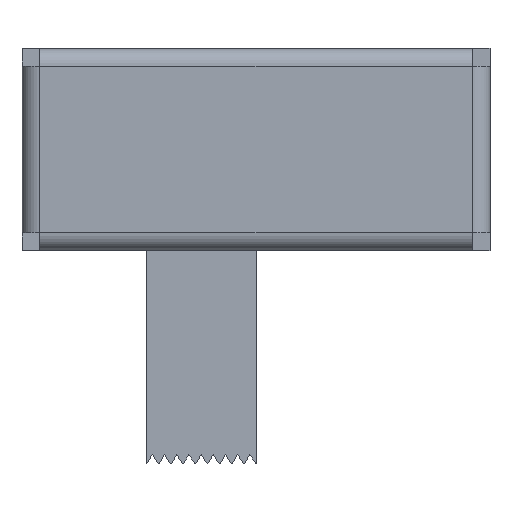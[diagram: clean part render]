
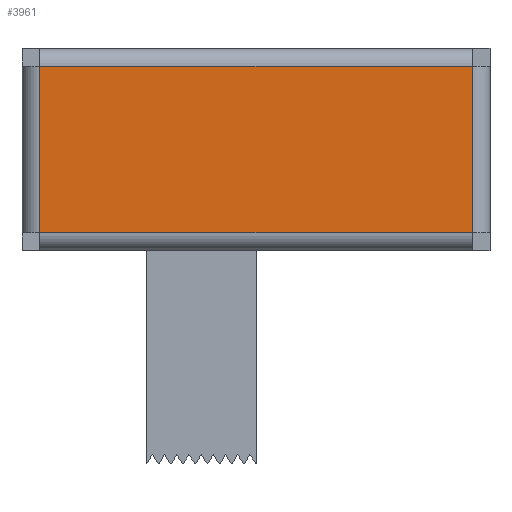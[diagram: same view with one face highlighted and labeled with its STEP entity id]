
A CAD part, top view. The second image highlights one B-rep face of the part: STEP entity #3961.
In plain terms, the highlighted planar face has unit normal (0, 0, 1).
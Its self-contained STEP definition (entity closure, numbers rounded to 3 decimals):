
#251=ORIENTED_EDGE('',*,*,#1071,.T.);
#252=ORIENTED_EDGE('',*,*,#1072,.T.);
#253=ORIENTED_EDGE('',*,*,#1073,.T.);
#254=ORIENTED_EDGE('',*,*,#1074,.T.);
#1071=EDGE_CURVE('',#1465,#1466,#1765,.T.);
#1072=EDGE_CURVE('',#1466,#1467,#1766,.T.);
#1073=EDGE_CURVE('',#1467,#1468,#1767,.T.);
#1074=EDGE_CURVE('',#1468,#1465,#1768,.T.);
#1465=VERTEX_POINT('',#5339);
#1466=VERTEX_POINT('',#5340);
#1467=VERTEX_POINT('',#5342);
#1468=VERTEX_POINT('',#5344);
#1765=LINE('',#5338,#2151);
#1766=LINE('',#5341,#2152);
#1767=LINE('',#5343,#2153);
#1768=LINE('',#5345,#2154);
#2151=VECTOR('',#4501,1000.);
#2152=VECTOR('',#4502,1000.);
#2153=VECTOR('',#4503,1000.);
#2154=VECTOR('',#4504,1000.);
#2443=EDGE_LOOP('',(#251,#252,#253,#254));
#2599=FACE_BOUND('',#2443,.T.);
#2752=PLANE('',#4125);
#3961=ADVANCED_FACE('',(#2599),#2752,.T.);
#4125=AXIS2_PLACEMENT_3D('',#5337,#4499,#4500);
#4499=DIRECTION('',(0.,0.,1.));
#4500=DIRECTION('',(1.,0.,0.));
#4501=DIRECTION('',(0.,-1.,0.));
#4502=DIRECTION('',(1.,0.,0.));
#4503=DIRECTION('',(0.,1.,0.));
#4504=DIRECTION('',(-1.,0.,0.));
#5337=CARTESIAN_POINT('',(0.,0.,6.2));
#5338=CARTESIAN_POINT('',(-6.1,-2.85,6.2));
#5339=CARTESIAN_POINT('',(-6.1,2.35,6.2));
#5340=CARTESIAN_POINT('',(-6.1,-2.35,6.2));
#5341=CARTESIAN_POINT('',(6.1,-2.35,6.2));
#5342=CARTESIAN_POINT('',(6.1,-2.35,6.2));
#5343=CARTESIAN_POINT('',(6.1,2.85,6.2));
#5344=CARTESIAN_POINT('',(6.1,2.35,6.2));
#5345=CARTESIAN_POINT('',(-6.1,2.35,6.2));
